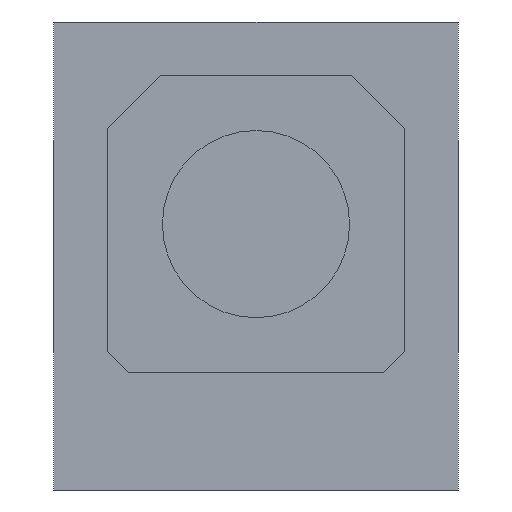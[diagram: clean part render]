
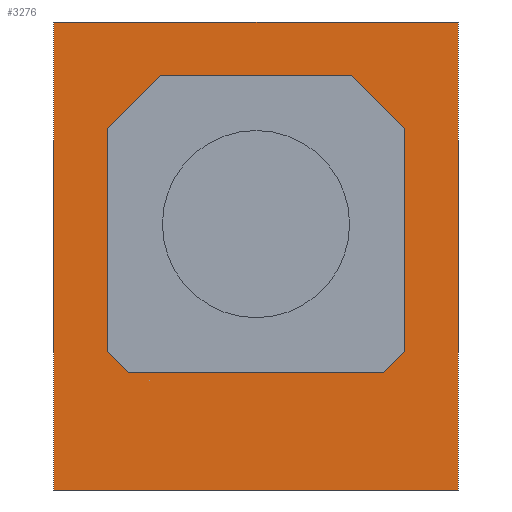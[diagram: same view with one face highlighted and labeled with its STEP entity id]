
A CAD part, left-side view. The second image highlights one B-rep face of the part: STEP entity #3276.
In plain terms, the highlighted planar face has unit normal (-1, 0, 0).
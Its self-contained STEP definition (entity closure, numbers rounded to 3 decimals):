
#62=DIRECTION('',(0.,1.,0.));
#63=VECTOR('',#62,19.);
#64=CARTESIAN_POINT('',(-2.,-9.5,-12.5));
#65=LINE('',#64,#63);
#84=DIRECTION('',(0.,0.,-1.));
#85=VECTOR('',#84,22.);
#86=CARTESIAN_POINT('',(-2.,-9.5,9.5));
#87=LINE('',#86,#85);
#98=DIRECTION('',(0.,-1.,0.));
#99=VECTOR('',#98,19.);
#100=CARTESIAN_POINT('',(-2.,9.5,9.5));
#101=LINE('',#100,#99);
#156=DIRECTION('',(0.,0.,1.));
#157=VECTOR('',#156,22.);
#158=CARTESIAN_POINT('',(-2.,9.5,-12.5));
#159=LINE('',#158,#157);
#808=DIRECTION('',(0.,-1.,0.));
#809=VECTOR('',#808,9.);
#810=CARTESIAN_POINT('',(-2.,4.5,7.));
#811=LINE('',#810,#809);
#812=DIRECTION('',(0.,-0.707,0.707));
#813=VECTOR('',#812,3.536);
#814=CARTESIAN_POINT('',(-2.,7.,4.5));
#815=LINE('',#814,#813);
#816=DIRECTION('',(0.,0.,1.));
#817=VECTOR('',#816,10.5);
#818=CARTESIAN_POINT('',(-2.,7.,-6.));
#819=LINE('',#818,#817);
#820=DIRECTION('',(0.,0.707,0.707));
#821=VECTOR('',#820,1.414);
#822=CARTESIAN_POINT('',(-2.,6.,-7.));
#823=LINE('',#822,#821);
#824=DIRECTION('',(0.,1.,0.));
#825=VECTOR('',#824,12.);
#826=CARTESIAN_POINT('',(-2.,-6.,-7.));
#827=LINE('',#826,#825);
#828=DIRECTION('',(0.,0.707,-0.707));
#829=VECTOR('',#828,1.414);
#830=CARTESIAN_POINT('',(-2.,-7.,-6.));
#831=LINE('',#830,#829);
#832=DIRECTION('',(0.,0.,-1.));
#833=VECTOR('',#832,10.5);
#834=CARTESIAN_POINT('',(-2.,-7.,4.5));
#835=LINE('',#834,#833);
#836=DIRECTION('',(0.,-0.707,-0.707));
#837=VECTOR('',#836,3.536);
#838=CARTESIAN_POINT('',(-2.,-4.5,7.));
#839=LINE('',#838,#837);
#1433=CARTESIAN_POINT('',(-2.,-9.5,9.5));
#1435=VERTEX_POINT('',#1433);
#1470=CARTESIAN_POINT('',(-2.,-9.5,-12.5));
#1472=VERTEX_POINT('',#1470);
#1498=CARTESIAN_POINT('',(-2.,9.5,-12.5));
#1500=VERTEX_POINT('',#1498);
#1518=CARTESIAN_POINT('',(-2.,9.5,9.5));
#1519=VERTEX_POINT('',#1518);
#1590=CARTESIAN_POINT('',(-2.,7.,-6.));
#1591=CARTESIAN_POINT('',(-2.,7.,4.5));
#1592=VERTEX_POINT('',#1590);
#1593=VERTEX_POINT('',#1591);
#1594=CARTESIAN_POINT('',(-2.,4.5,7.));
#1595=CARTESIAN_POINT('',(-2.,-4.5,7.));
#1596=VERTEX_POINT('',#1594);
#1597=VERTEX_POINT('',#1595);
#1612=CARTESIAN_POINT('',(-2.,-7.,4.5));
#1613=VERTEX_POINT('',#1612);
#1626=CARTESIAN_POINT('',(-2.,6.,-7.));
#1627=VERTEX_POINT('',#1626);
#1628=CARTESIAN_POINT('',(-2.,-7.,-6.));
#1629=VERTEX_POINT('',#1628);
#1644=CARTESIAN_POINT('',(-2.,-6.,-7.));
#1645=VERTEX_POINT('',#1644);
#3247=CARTESIAN_POINT('',(-2.,0.,-1.5));
#3248=DIRECTION('',(1.,0.,0.));
#3249=DIRECTION('',(0.,1.,0.));
#3250=AXIS2_PLACEMENT_3D('',#3247,#3248,#3249);
#3251=PLANE('',#3250);
#3252=ORIENTED_EDGE('',*,*,#1861,.T.);
#3253=ORIENTED_EDGE('',*,*,#1833,.T.);
#3254=ORIENTED_EDGE('',*,*,#1807,.T.);
#3255=ORIENTED_EDGE('',*,*,#1912,.T.);
#3256=EDGE_LOOP('',(#3252,#3253,#3254,#3255));
#3257=FACE_OUTER_BOUND('',#3256,.F.);
#3259=ORIENTED_EDGE('',*,*,#3258,.F.);
#3261=ORIENTED_EDGE('',*,*,#3260,.F.);
#3263=ORIENTED_EDGE('',*,*,#3262,.F.);
#3265=ORIENTED_EDGE('',*,*,#3264,.F.);
#3267=ORIENTED_EDGE('',*,*,#3266,.F.);
#3269=ORIENTED_EDGE('',*,*,#3268,.F.);
#3271=ORIENTED_EDGE('',*,*,#3270,.F.);
#3273=ORIENTED_EDGE('',*,*,#3272,.F.);
#3274=EDGE_LOOP('',(#3259,#3261,#3263,#3265,#3267,#3269,#3271,#3273));
#3275=FACE_BOUND('',#3274,.F.);
#1807=EDGE_CURVE('',#1472,#1500,#65,.T.);
#1833=EDGE_CURVE('',#1435,#1472,#87,.T.);
#1861=EDGE_CURVE('',#1519,#1435,#101,.T.);
#1912=EDGE_CURVE('',#1500,#1519,#159,.T.);
#3258=EDGE_CURVE('',#1596,#1597,#811,.T.);
#3260=EDGE_CURVE('',#1593,#1596,#815,.T.);
#3262=EDGE_CURVE('',#1592,#1593,#819,.T.);
#3264=EDGE_CURVE('',#1627,#1592,#823,.T.);
#3266=EDGE_CURVE('',#1645,#1627,#827,.T.);
#3268=EDGE_CURVE('',#1629,#1645,#831,.T.);
#3270=EDGE_CURVE('',#1613,#1629,#835,.T.);
#3272=EDGE_CURVE('',#1597,#1613,#839,.T.);
#3276=ADVANCED_FACE('',(#3257,#3275),#3251,.F.);
